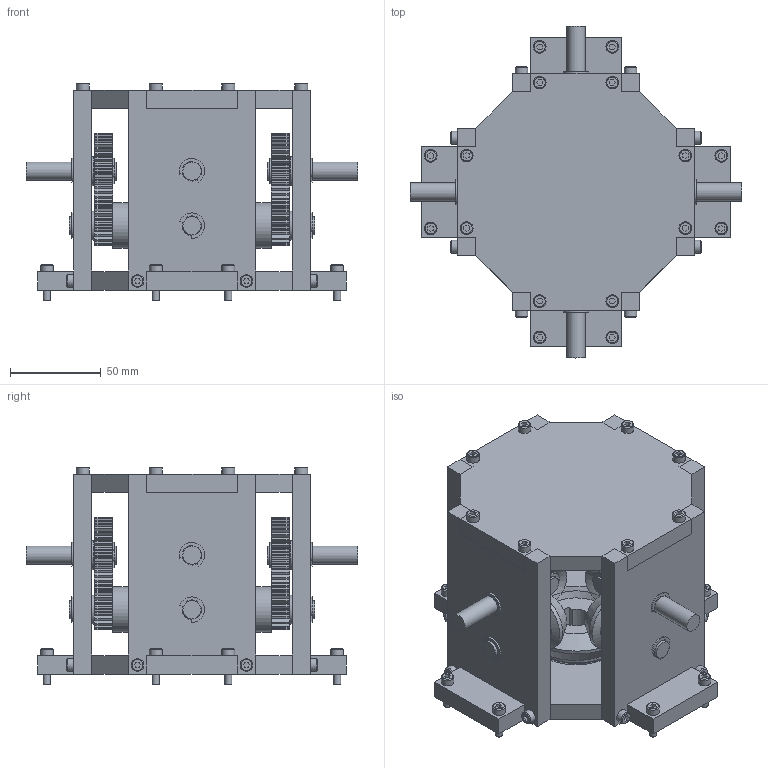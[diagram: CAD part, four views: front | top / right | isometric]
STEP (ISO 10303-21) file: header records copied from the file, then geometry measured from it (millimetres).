
FILE_DESCRIPTION(/* description */ (''),/* implementation_level */ '2;1');
FILE_NAME(/* name */ 'gearbox_temp.stp',/* time_stamp */ '2023-12-07T13:50:34+08:00',/* author */ ('USER'),/* organization */ (''),/* preprocessor_version */ 'ST-DEVELOPER v19.2',/* originating_system */ 'Autodesk Inventor 2024',/* authorisation */ '');
FILE_SCHEMA (('AUTOMOTIVE_DESIGN { 1 0 10303 214 3 1 1 }'));
Length unit declared in the file: millimetre
Products named in the file (26): GEARBOX_TEMP; gearbox_base; gearbox_top; FHCWPB-2.0-3015-12(gear_ratio_1_2); 51107; 51107 Housing washer; 51107 Shaft washer; 51107 Ball; HCWGT-1.0-A-40-10-10; HCWGT-1.0-A-20-10-10; FHCWPB-2.0-1530-10(gear_ratio_1_2); gearbox_shaft1; KKES04-030; washer10_16_1; KKES04-008; 6000DDU; 6000DDU Outer ring; 6000DDU Inner ring; 6000DDU Ball; 6000DDU Shield1; 6000DDU Shield2; gearbox_side1; gearbox_shaft2; METW-7; CBB4-16; 105.040
Assembly tree (145 placements, depth 3):
  GEARBOX_TEMP
    gearbox_base
    gearbox_top
    FHCWPB-2.0-3015-12(gear_ratio_1_2)
    51107
      51107 Housing washer
      51107 Shaft washer
      51107 Ball  x18
    HCWGT-1.0-A-40-10-10  x4
    HCWGT-1.0-A-20-10-10  x4
    FHCWPB-2.0-1530-10(gear_ratio_1_2)  x4
    gearbox_shaft1  x4
    METW-7  x16
    washer10_16_1  x8
    KKES04-030  x4
    KKES04-008  x4
    6000DDU  x8
      6000DDU Outer ring
      6000DDU Inner ring
      6000DDU Ball
      6000DDU Shield1
      6000DDU Shield2
    gearbox_side1  x4
    gearbox_shaft2  x4
    105.040  x16
    CBB4-16  x24
Bounding box: 182.78 x 182.78 x 120 mm (x, y, z)
Volume: 728270 mm3; surface area: 284848.6 mm2
Topology: 255 solids, 255 shells, 3169 faces, 8234 edges, 5463 vertices
Faces by surface type: plane 1401, cylinder 941, cone 647, sphere 122, torus 58
Full cylindrical faces by diameter (mm): 3.242 x16, 4 x24, 4.2 x24, 5.8 x16, 6.5 x16, 7 x24, 7.1 x16, 10 x44, 11 x8, 13.2 x32, 14.57 x16, 16 x8, 21.5 x16, 23 x32, 25 x4, 26 x16, 33.58 x4, 35 x2, 37 x2, 52 x3, 61.79 x1
Entity records: 22449 total; most frequent: CARTESIAN_POINT 4268, DIRECTION 3737, ORIENTED_EDGE 3456, EDGE_CURVE 1728, AXIS2_PLACEMENT_3D 1436, VERTEX_POINT 1151, LINE 865, VECTOR 865
